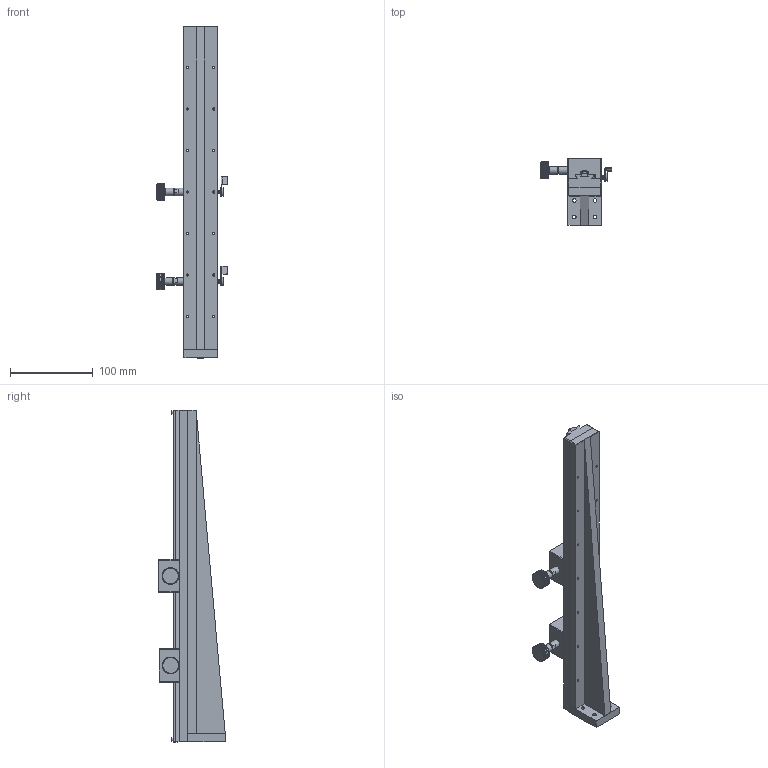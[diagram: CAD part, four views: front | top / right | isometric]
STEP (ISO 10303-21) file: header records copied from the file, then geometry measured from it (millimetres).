
FILE_DESCRIPTION (( 'STEP AP203' ), '1' );
FILE_NAME ('528800.STEP', '2024-10-15T04:04:11', ( 'Windows User' ), ( 'P R C' ), 'SwSTEP 2.0', 'SolidWorks 2020', '' );
FILE_SCHEMA (( 'CONFIG_CONTROL_DESIGN' ));
Products named in the file (1): 528800
Bounding box: 85.87 x 80 x 400 mm (x, y, z)
Volume: 523625.8 mm3; surface area: 155488.9 mm2
Topology: 32 solids, 32 shells, 1328 faces, 3234 edges, 2010 vertices
Faces by surface type: plane 606, cylinder 342, cone 294, bspline 86
Full cylindrical faces by diameter (mm): 2.05 x8, 2.2 x2, 2.5 x50, 2.9 x6, 3 x6, 3.3 x20, 4 x34, 4.1 x2, 4.5 x14, 5 x4, 6 x14, 7 x4, 7.4 x2, 8 x10, 9 x4, 10 x4
Entity records: 216611 total; most frequent: CARTESIAN_POINT 188919, ORIENTED_EDGE 5652, DIRECTION 5318, EDGE_CURVE 2826, AXIS2_PLACEMENT_3D 2097, VERTEX_POINT 1886, EDGE_LOOP 1732, FACE_OUTER_BOUND 1468
